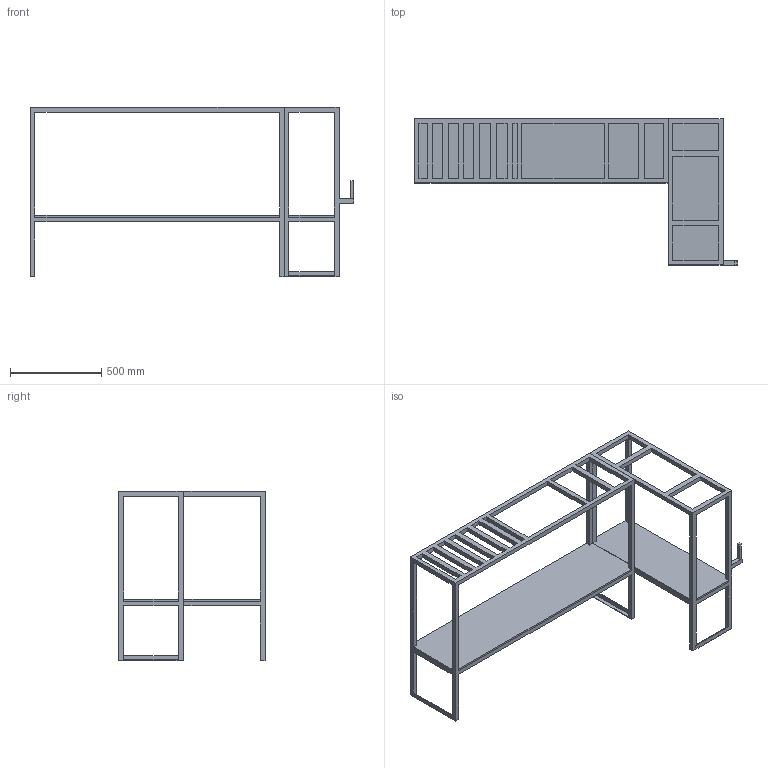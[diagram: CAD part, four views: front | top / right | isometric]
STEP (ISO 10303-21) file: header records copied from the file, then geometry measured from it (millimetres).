
FILE_DESCRIPTION(/* description */ ('STEP AP242','CAx-IF Rec.Pracs.---Representation and Presentation of Product Manufacturing Information (PMI)---4.0---2014-10-13','CAx-IF Rec.Pracs.---3D Tessellated Geometry---0.4---2014-09-14','2;1'),/* implementation_level */ '2;1');
FILE_NAME(/* name */ '661e91c1ead2886e9c37fcaa',/* time_stamp */ '2024-04-16T14:57:06Z',/* author */ (''),/* organization */ (''),/* preprocessor_version */ 'ST-DEVELOPER v20',/* originating_system */ ' ',/* authorisation */ ' ');
FILE_SCHEMA (('AP242_MANAGED_MODEL_BASED_3D_ENGINEERING_MIM_LF { 1 0 10303 442 1 1 4 }'));
Length unit declared in the file: metre
Products named in the file (5): Assembly 1; Part 1
Assembly tree (4 placements, depth 2):
  Assembly 1
    Part 1
    Part 1
    Part 1
    Part 1
Bounding box: 1769.6 x 800 x 925.4 mm (x, y, z)
Volume: 21403716.5 mm3; surface area: 3772173.8 mm2
Topology: 4 solids, 4 shells, 171 faces, 468 edges, 288 vertices
Faces by surface type: plane 171
Entity records: 5427 total; most frequent: ORIENTED_EDGE 936, CARTESIAN_POINT 932, DIRECTION 820, EDGE_CURVE 468, LINE 468, VECTOR 468, VERTEX_POINT 288, EDGE_LOOP 204
